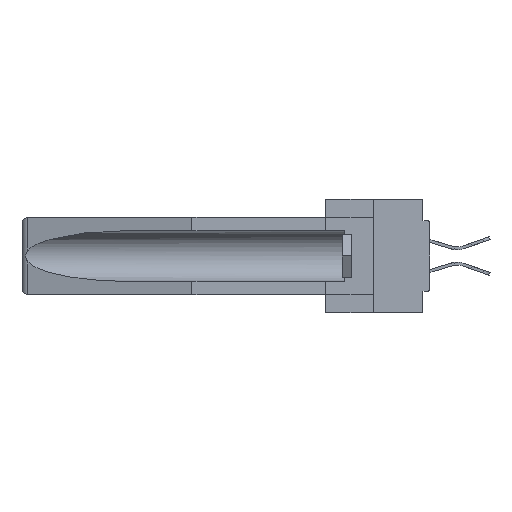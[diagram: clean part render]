
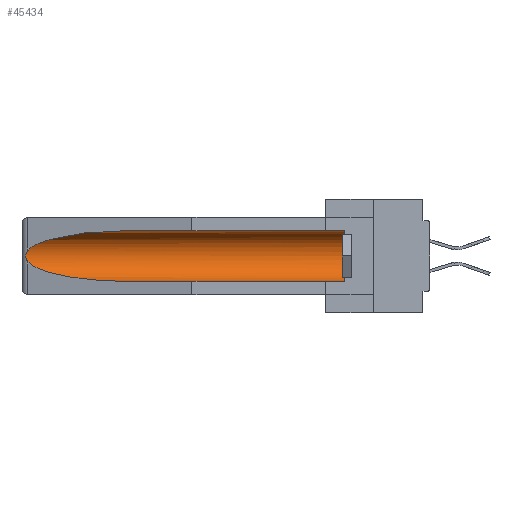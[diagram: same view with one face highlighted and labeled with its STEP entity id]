
A CAD part, left-side view. The second image highlights one B-rep face of the part: STEP entity #45434.
In plain terms, the highlighted cylindrical face has radius 2.857 mm (diameter 5.715 mm), a partial arc.
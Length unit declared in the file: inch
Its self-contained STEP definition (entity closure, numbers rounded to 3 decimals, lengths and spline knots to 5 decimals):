
#818 = EDGE_CURVE ( 'NONE', #26462, #8098, #25469, .T. ) ;
#1467 = AXIS2_PLACEMENT_3D ( 'NONE', #27391, #38114, #30902 ) ;
#2520 = CARTESIAN_POINT ( 'NONE',  ( 0.26597, 1.52961, -0.15275 ) ) ;
#3916 = CARTESIAN_POINT ( 'NONE',  ( 0.155, -0.30754, -0.284 ) ) ;
#6962 = ORIENTED_EDGE ( 'NONE', *, *, #26900, .T. ) ;
#7782 = DIRECTION ( 'NONE',  ( 0., 1., 0. ) ) ;
#7947 = ORIENTED_EDGE ( 'NONE', *, *, #39999, .T. ) ;
#8098 = VERTEX_POINT ( 'NONE', #16822 ) ;
#9473 = ORIENTED_EDGE ( 'NONE', *, *, #818, .T. ) ;
#9749 = FACE_OUTER_BOUND ( 'NONE', #25345, .T. ) ;
#10231 = CARTESIAN_POINT ( 'NONE',  ( 0.2673, 1.5327, -0.16383 ) ) ;
#10681 = VERTEX_POINT ( 'NONE', #41498 ) ;
#12596 = CARTESIAN_POINT ( 'NONE',  ( 0.26537, 1.52718, -0.14972 ) ) ;
#12841 = VECTOR ( 'NONE', #7782, 39.37008 ) ;
#13589 = CARTESIAN_POINT ( 'NONE',  ( 0.25451, 1.48313, -0.09465 ) ) ;
#15529 = CARTESIAN_POINT ( 'NONE',  ( 0.155, 1.07973, -0.284 ) ) ;
#15742 = CARTESIAN_POINT ( 'NONE',  ( 0.26537, 1.52718, -0.19328 ) ) ;
#16807 = B_SPLINE_CURVE_WITH_KNOTS ( 'NONE', 3,
 ( #24279, #2520, #24136, #10231, #23823, #34402, #44894, #45340, #20430, #23680 ),
 .UNSPECIFIED., .F., .F.,
 ( 4, 2, 2, 2, 4 ),
 ( 0., 0.00029, 0.00058, 0.00087, 0.00117 ),
 .UNSPECIFIED. ) ;
#16822 = CARTESIAN_POINT ( 'NONE',  ( 0.155, 1.07973, -0.059 ) ) ;
#17382 = CARTESIAN_POINT ( 'NONE',  ( 0.155, 0.126, -0.1715 ) ) ;
#18123 = VERTEX_POINT ( 'NONE', #37219 ) ;
#18461 = CARTESIAN_POINT ( 'NONE',  ( 0.155, 0.126, -0.059 ) ) ;
#18586 = AXIS2_PLACEMENT_3D ( 'NONE', #17382, #24660, #42005 ) ;
#19108 = EDGE_CURVE ( 'NONE', #8098, #43796, #26183, .T. ) ;
#19320 = CARTESIAN_POINT ( 'NONE',  ( 0.25451, 1.48313, -0.24835 ) ) ;
#20430 = CARTESIAN_POINT ( 'NONE',  ( 0.26597, 1.5296, -0.19026 ) ) ;
#20818 =( BOUNDED_CURVE ( )  B_SPLINE_CURVE ( 3, ( #15742, #19320, #27315, #23757 ),
 .UNSPECIFIED., .F., .F. ) 
 B_SPLINE_CURVE_WITH_KNOTS ( ( 4, 4 ),
 ( 0.1948, 1.5708 ),
 .UNSPECIFIED. ) 
 CURVE ( )  GEOMETRIC_REPRESENTATION_ITEM ( )  RATIONAL_B_SPLINE_CURVE ( ( 1., 0.848, 0.848, 1. ) ) 
 REPRESENTATION_ITEM ( '' )  );
#20887 = CARTESIAN_POINT ( 'NONE',  ( 0.21114, 1.30732, -0.059 ) ) ;
#22253 = LINE ( 'NONE', #3916, #12841 ) ;
#23680 = CARTESIAN_POINT ( 'NONE',  ( 0.26537, 1.52718, -0.19328 ) ) ;
#23757 = CARTESIAN_POINT ( 'NONE',  ( 0.155, 1.07973, -0.284 ) ) ;
#23821 = DIRECTION ( 'NONE',  ( 0., 1., 0. ) ) ;
#23823 = CARTESIAN_POINT ( 'NONE',  ( 0.2675, 1.53308, -0.16763 ) ) ;
#24136 = CARTESIAN_POINT ( 'NONE',  ( 0.26654, 1.53092, -0.15636 ) ) ;
#24279 = CARTESIAN_POINT ( 'NONE',  ( 0.26537, 1.52718, -0.14972 ) ) ;
#24660 = DIRECTION ( 'NONE',  ( 0., -1., 0. ) ) ;
#25345 = EDGE_LOOP ( 'NONE', ( #33577, #6962, #7947, #30350, #44298, #9473 ) ) ;
#25469 = LINE ( 'NONE', #34399, #42519 ) ;
#26183 =( BOUNDED_CURVE ( )  B_SPLINE_CURVE ( 3, ( #45632, #20887, #13589, #45481 ),
 .UNSPECIFIED., .F., .F. ) 
 B_SPLINE_CURVE_WITH_KNOTS ( ( 4, 4 ),
 ( 4.71239, 6.08839 ),
 .UNSPECIFIED. ) 
 CURVE ( )  GEOMETRIC_REPRESENTATION_ITEM ( )  RATIONAL_B_SPLINE_CURVE ( ( 1., 0.848, 0.848, 1. ) ) 
 REPRESENTATION_ITEM ( '' )  );
#26462 = VERTEX_POINT ( 'NONE', #18461 ) ;
#26900 = EDGE_CURVE ( 'NONE', #43796, #10681, #16807, .T. ) ;
#27315 = CARTESIAN_POINT ( 'NONE',  ( 0.21114, 1.30732, -0.284 ) ) ;
#27391 = CARTESIAN_POINT ( 'NONE',  ( 0.155, -0.30754, -0.1715 ) ) ;
#30350 = ORIENTED_EDGE ( 'NONE', *, *, #35446, .F. ) ;
#30902 = DIRECTION ( 'NONE',  ( 0., 0., 1. ) ) ;
#33577 = ORIENTED_EDGE ( 'NONE', *, *, #19108, .T. ) ;
#34399 = CARTESIAN_POINT ( 'NONE',  ( 0.155, -0.30754, -0.059 ) ) ;
#34402 = CARTESIAN_POINT ( 'NONE',  ( 0.2675, 1.53308, -0.17534 ) ) ;
#35446 = EDGE_CURVE ( 'NONE', #18123, #41989, #22253, .T. ) ;
#37219 = CARTESIAN_POINT ( 'NONE',  ( 0.155, 0.126, -0.284 ) ) ;
#37255 = CYLINDRICAL_SURFACE ( 'NONE', #1467, 0.1125 ) ;
#38114 = DIRECTION ( 'NONE',  ( 0., 1., 0. ) ) ;
#39617 = CIRCLE ( 'NONE', #18586, 0.1125 ) ;
#39999 = EDGE_CURVE ( 'NONE', #10681, #41989, #20818, .T. ) ;
#41498 = CARTESIAN_POINT ( 'NONE',  ( 0.26537, 1.52718, -0.19328 ) ) ;
#41989 = VERTEX_POINT ( 'NONE', #15529 ) ;
#42005 = DIRECTION ( 'NONE',  ( 0., 0., 1. ) ) ;
#42519 = VECTOR ( 'NONE', #23821, 39.37008 ) ;
#43391 = EDGE_CURVE ( 'NONE', #18123, #26462, #39617, .T. ) ;
#43796 = VERTEX_POINT ( 'NONE', #12596 ) ;
#44298 = ORIENTED_EDGE ( 'NONE', *, *, #43391, .T. ) ;
#44894 = CARTESIAN_POINT ( 'NONE',  ( 0.2673, 1.53269, -0.17917 ) ) ;
#45340 = CARTESIAN_POINT ( 'NONE',  ( 0.26655, 1.53094, -0.18657 ) ) ;
#45434 = ADVANCED_FACE ( 'NONE', ( #9749 ), #37255, .F. ) ;
#45481 = CARTESIAN_POINT ( 'NONE',  ( 0.26537, 1.52718, -0.14972 ) ) ;
#45632 = CARTESIAN_POINT ( 'NONE',  ( 0.155, 1.07973, -0.059 ) ) ;
